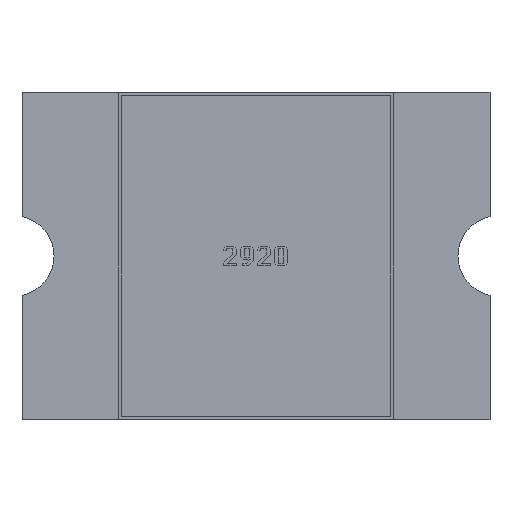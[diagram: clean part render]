
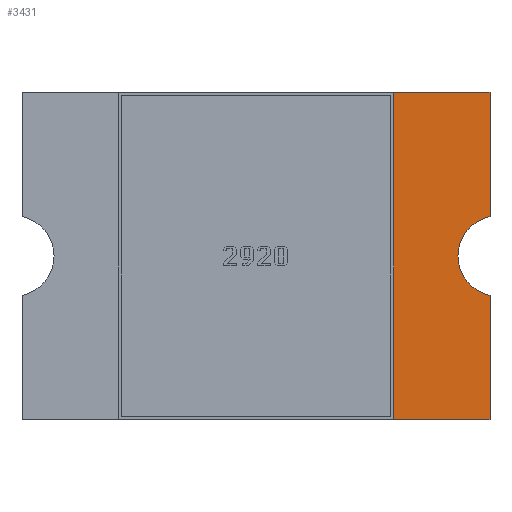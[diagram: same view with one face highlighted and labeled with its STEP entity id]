
A CAD part, top view. The second image highlights one B-rep face of the part: STEP entity #3431.
In plain terms, the highlighted planar face has unit normal (0, 0, 1).
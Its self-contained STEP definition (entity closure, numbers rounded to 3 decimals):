
#49=CIRCLE('',#3629,0.628);
#188=FACE_OUTER_BOUND('',#362,.T.);
#362=EDGE_LOOP('',(#2735,#2736,#2737,#2738,#2739,#2740));
#745=LINE('',#5284,#1186);
#780=LINE('',#5351,#1221);
#781=LINE('',#5353,#1222);
#782=LINE('',#5355,#1223);
#783=LINE('',#5356,#1224);
#1186=VECTOR('',#4307,1.936);
#1221=VECTOR('',#4356,1.936);
#1222=VECTOR('',#4357,1.5);
#1223=VECTOR('',#4358,5.1);
#1224=VECTOR('',#4359,1.5);
#1565=VERTEX_POINT('',#5272);
#1566=VERTEX_POINT('',#5274);
#1569=VERTEX_POINT('',#5283);
#1594=VERTEX_POINT('',#5350);
#1595=VERTEX_POINT('',#5352);
#1596=VERTEX_POINT('',#5354);
#1976=EDGE_CURVE('',#1565,#1566,#49,.T.);
#1981=EDGE_CURVE('',#1569,#1566,#745,.T.);
#2016=EDGE_CURVE('',#1594,#1565,#780,.T.);
#2017=EDGE_CURVE('',#1594,#1595,#781,.T.);
#2018=EDGE_CURVE('',#1595,#1596,#782,.T.);
#2019=EDGE_CURVE('',#1596,#1569,#783,.T.);
#2735=ORIENTED_EDGE('',*,*,#2016,.F.);
#2736=ORIENTED_EDGE('',*,*,#2017,.T.);
#2737=ORIENTED_EDGE('',*,*,#2018,.T.);
#2738=ORIENTED_EDGE('',*,*,#2019,.T.);
#2739=ORIENTED_EDGE('',*,*,#1981,.T.);
#2740=ORIENTED_EDGE('',*,*,#1976,.F.);
#3144=PLANE('',#3637);
#3431=ADVANCED_FACE('',(#188),#3144,.T.);
#3629=AXIS2_PLACEMENT_3D('',#5275,#4299,#4300);
#3637=AXIS2_PLACEMENT_3D('',#5349,#4354,#4355);
#4299=DIRECTION('center_axis',(0.,0.,
1.));
#4300=DIRECTION('ref_axis',(0.203,-0.979,0.));
#4307=DIRECTION('',(0.,1.,0.));
#4354=DIRECTION('center_axis',(0.,0.,
1.));
#4355=DIRECTION('ref_axis',(1.,0.,0.));
#4356=DIRECTION('',(0.,-1.,0.));
#4357=DIRECTION('',(-1.,0.,0.));
#4358=DIRECTION('',(0.,-1.,0.));
#4359=DIRECTION('',(1.,0.,0.));
#5272=CARTESIAN_POINT('',(3.65,0.614,0.58));
#5274=CARTESIAN_POINT('',(3.65,-0.614,0.58));
#5275=CARTESIAN_POINT('Origin',(3.778,0.,0.58));
#5283=CARTESIAN_POINT('',(3.65,-2.55,0.58));
#5284=CARTESIAN_POINT('',(3.65,-0.625,0.58));
#5349=CARTESIAN_POINT('Origin',(2.871,0.,0.58));
#5350=CARTESIAN_POINT('',(3.65,2.55,0.58));
#5351=CARTESIAN_POINT('',(3.65,0.312,0.58));
#5352=CARTESIAN_POINT('',(2.15,2.55,0.58));
#5353=CARTESIAN_POINT('',(2.15,2.55,0.58));
#5354=CARTESIAN_POINT('',(2.15,-2.55,0.58));
#5355=CARTESIAN_POINT('',(2.15,-2.55,0.58));
#5356=CARTESIAN_POINT('',(3.65,-2.55,0.58));
